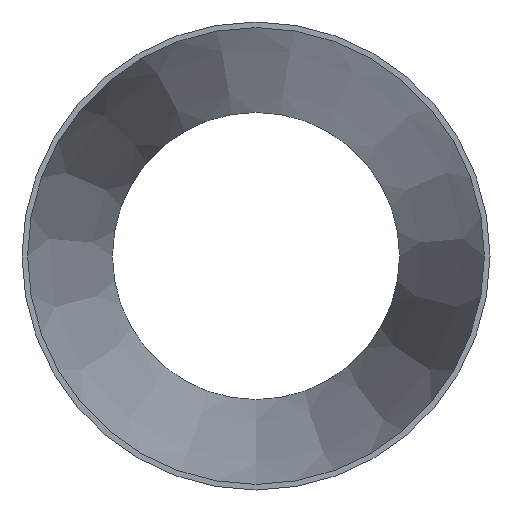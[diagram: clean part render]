
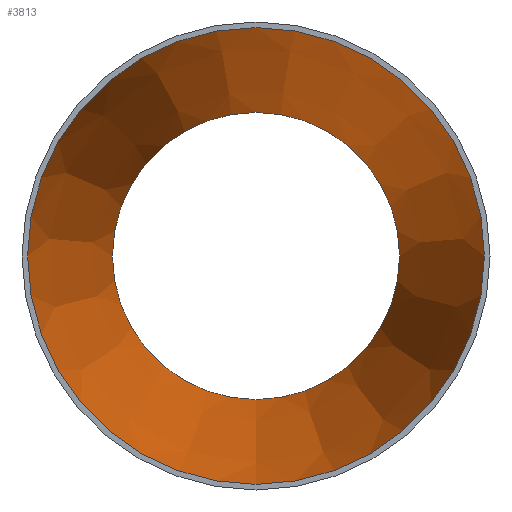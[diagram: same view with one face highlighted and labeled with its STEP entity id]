
A CAD part, front view. The second image highlights one B-rep face of the part: STEP entity #3813.
In plain terms, the highlighted conical face has half-angle 10.271 degrees and reference radius 247.902 mm.
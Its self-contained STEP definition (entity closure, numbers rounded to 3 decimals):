
#933 = DIRECTION ( 'NONE',  ( 0., 0., -1. ) ) ;
#2588 = EDGE_CURVE ( 'NONE', #47933, #47933, #5453, .T. ) ;
#3813 = ADVANCED_FACE ( 'NONE', ( #50412, #13943 ), #6244, .F. ) ;
#5453 = CIRCLE ( 'NONE', #6334, 155.852 ) ;
#6244 = CONICAL_SURFACE ( 'NONE', #26134, 247.902, 0.179 ) ;
#6334 = AXIS2_PLACEMENT_3D ( 'NONE', #24380, #29224, #37309 ) ;
#10899 = CARTESIAN_POINT ( 'NONE',  ( 0., 508., -155.852 ) ) ;
#13943 = FACE_OUTER_BOUND ( 'NONE', #32388, .T. ) ;
#16579 = AXIS2_PLACEMENT_3D ( 'NONE', #37632, #33858, #933 ) ;
#19265 = VERTEX_POINT ( 'NONE', #27935 ) ;
#21288 = ORIENTED_EDGE ( 'NONE', *, *, #47069, .T. ) ;
#21778 = DIRECTION ( 'NONE',  ( 0., 0., -1. ) ) ;
#22294 = DIRECTION ( 'NONE',  ( 0., -1., 0. ) ) ;
#24380 = CARTESIAN_POINT ( 'NONE',  ( 0., 508., 0. ) ) ;
#26134 = AXIS2_PLACEMENT_3D ( 'NONE', #46139, #22294, #21778 ) ;
#27935 = CARTESIAN_POINT ( 'NONE',  ( 0., 0., -247.902 ) ) ;
#29224 = DIRECTION ( 'NONE',  ( 0., -1., 0. ) ) ;
#30337 = ORIENTED_EDGE ( 'NONE', *, *, #2588, .F. ) ;
#32388 = EDGE_LOOP ( 'NONE', ( #21288 ) ) ;
#32994 = CIRCLE ( 'NONE', #16579, 247.902 ) ;
#33858 = DIRECTION ( 'NONE',  ( 0., -1., 0. ) ) ;
#37309 = DIRECTION ( 'NONE',  ( 0., 0., -1. ) ) ;
#37632 = CARTESIAN_POINT ( 'NONE',  ( 0., 0., 0. ) ) ;
#46139 = CARTESIAN_POINT ( 'NONE',  ( 0., 0., 0. ) ) ;
#47069 = EDGE_CURVE ( 'NONE', #19265, #19265, #32994, .T. ) ;
#47933 = VERTEX_POINT ( 'NONE', #10899 ) ;
#50412 = FACE_BOUND ( 'NONE', #51566, .T. ) ;
#51566 = EDGE_LOOP ( 'NONE', ( #30337 ) ) ;
